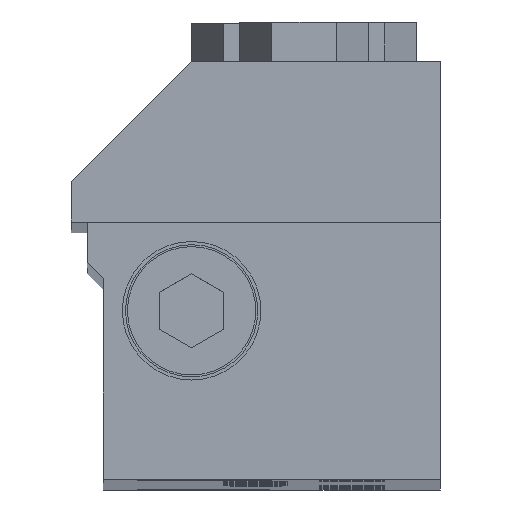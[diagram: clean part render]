
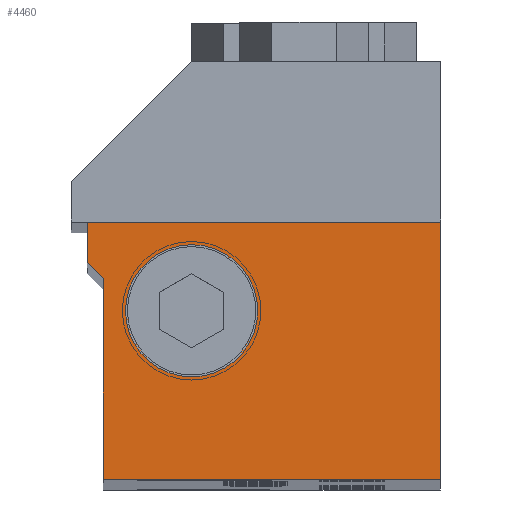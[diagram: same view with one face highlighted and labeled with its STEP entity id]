
A CAD part, top view. The second image highlights one B-rep face of the part: STEP entity #4460.
In plain terms, the highlighted planar face has unit normal (0, 0, 1).
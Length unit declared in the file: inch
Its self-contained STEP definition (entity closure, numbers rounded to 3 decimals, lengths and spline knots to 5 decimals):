
#2697=CARTESIAN_POINT('',(-0.31246,0.66735,24.0));
#2698=VERTEX_POINT('',#2697);
#2699=CARTESIAN_POINT('',(1.06254,0.66735,24.0));
#2700=VERTEX_POINT('',#2699);
#2701=CARTESIAN_POINT('',(-0.31246,0.66735,24.0));
#2702=DIRECTION('',(1.0,0.0,0.0));
#2703=VECTOR('',#2702,1.375);
#2704=LINE('',#2701,#2703);
#2705=EDGE_CURVE('',#2698,#2700,#2704,.T.);
#3631=CARTESIAN_POINT('',(0.34379,0.3236,24.0));
#3632=VERTEX_POINT('',#3631);
#3633=CARTESIAN_POINT('',(0.09379,0.3236,24.0));
#3634=DIRECTION('',(0.0,0.0,-1.0));
#3635=DIRECTION('',(1.0,0.0,0.0));
#3636=AXIS2_PLACEMENT_3D('',#3633,#3634,#3635);
#3637=CIRCLE('',#3636,0.25);
#3638=EDGE_CURVE('',#3632,#3632,#3637,.T.);
#4228=CARTESIAN_POINT('',(1.06254,-0.33265,24.0));
#4229=VERTEX_POINT('',#4228);
#4230=CARTESIAN_POINT('',(1.06254,0.66735,24.0));
#4231=DIRECTION('',(0.0,-1.0,0.0));
#4232=VECTOR('',#4231,1.0);
#4233=LINE('',#4230,#4232);
#4234=EDGE_CURVE('',#2700,#4229,#4233,.T.);
#4259=CARTESIAN_POINT('',(-0.24996,-0.33265,24.0));
#4260=VERTEX_POINT('',#4259);
#4261=CARTESIAN_POINT('',(1.06254,-0.33265,24.0));
#4262=DIRECTION('',(-1.0,0.0,0.0));
#4263=VECTOR('',#4262,1.3125);
#4264=LINE('',#4261,#4263);
#4265=EDGE_CURVE('',#4229,#4260,#4264,.T.);
#4365=CARTESIAN_POINT('',(-0.24996,0.4486,24.0));
#4366=VERTEX_POINT('',#4365);
#4367=CARTESIAN_POINT('',(-0.24996,-0.33265,24.0));
#4368=DIRECTION('',(0.0,1.0,0.0));
#4369=VECTOR('',#4368,0.78125);
#4370=LINE('',#4367,#4369);
#4371=EDGE_CURVE('',#4260,#4366,#4370,.T.);
#4396=CARTESIAN_POINT('',(-0.31246,0.5111,24.0));
#4397=VERTEX_POINT('',#4396);
#4398=CARTESIAN_POINT('',(-0.24996,0.4486,24.0));
#4399=DIRECTION('',(-0.707,0.707,0.0));
#4400=VECTOR('',#4399,0.08839);
#4401=LINE('',#4398,#4400);
#4402=EDGE_CURVE('',#4366,#4397,#4401,.T.);
#4427=CARTESIAN_POINT('',(-0.31246,0.5111,24.0));
#4428=DIRECTION('',(0.0,1.0,0.0));
#4429=VECTOR('',#4428,0.15625);
#4430=LINE('',#4427,#4429);
#4431=EDGE_CURVE('',#4397,#2698,#4430,.T.);
#4444=CARTESIAN_POINT('',(0.39092,0.1757,24.0));
#4445=DIRECTION('',(0.0,0.0,1.0));
#4446=DIRECTION('',(1.0,0.0,0.0));
#4447=AXIS2_PLACEMENT_3D('',#4444,#4445,#4446);
#4448=PLANE('',#4447);
#4449=ORIENTED_EDGE('',*,*,#4234,.F.);
#4450=ORIENTED_EDGE('',*,*,#2705,.F.);
#4451=ORIENTED_EDGE('',*,*,#4431,.F.);
#4452=ORIENTED_EDGE('',*,*,#4402,.F.);
#4453=ORIENTED_EDGE('',*,*,#4371,.F.);
#4454=ORIENTED_EDGE('',*,*,#4265,.F.);
#4455=EDGE_LOOP('',(#4449,#4450,#4451,#4452,#4453,#4454));
#4456=FACE_OUTER_BOUND('',#4455,.T.);
#4457=ORIENTED_EDGE('',*,*,#3638,.T.);
#4458=EDGE_LOOP('',(#4457));
#4459=FACE_BOUND('',#4458,.T.);
#4460=ADVANCED_FACE('',(#4456,#4459),#4448,.T.);
